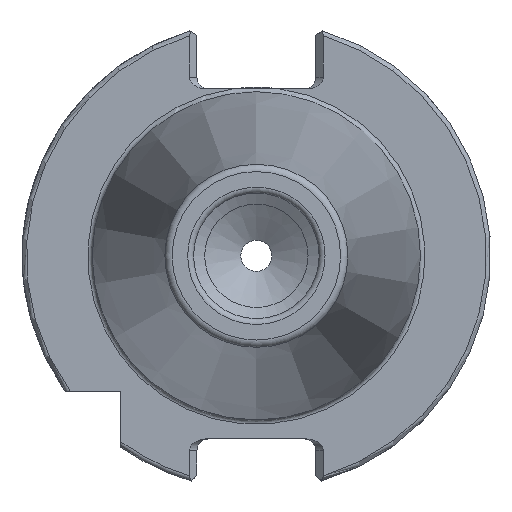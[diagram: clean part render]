
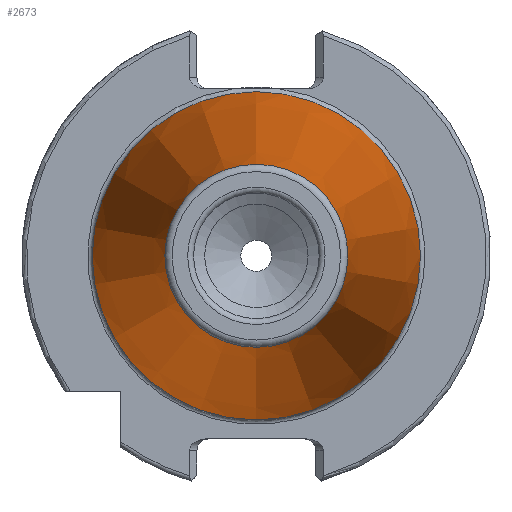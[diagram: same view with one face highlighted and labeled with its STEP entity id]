
A CAD part, left-side view. The second image highlights one B-rep face of the part: STEP entity #2673.
In plain terms, the highlighted conical face has half-angle 8.297 degrees and reference radius 22.225 mm.
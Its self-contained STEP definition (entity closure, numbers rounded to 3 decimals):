
#51 = CARTESIAN_POINT ( 'NONE',  ( -67.394, 0., 0. ) ) ;
#174 = CIRCLE ( 'NONE', #3330, 22.225 ) ;
#274 = EDGE_LOOP ( 'NONE', ( #1873 ) ) ;
#397 = ORIENTED_EDGE ( 'NONE', *, *, #1101, .F. ) ;
#607 = CIRCLE ( 'NONE', #3420, 12.397 ) ;
#911 = FACE_BOUND ( 'NONE', #2186, .T. ) ;
#931 = DIRECTION ( 'NONE',  ( 0., 0., -1. ) ) ;
#1101 = EDGE_CURVE ( 'NONE', #3925, #3925, #607, .T. ) ;
#1187 = CARTESIAN_POINT ( 'NONE',  ( -67.394, 0., 12.397 ) ) ;
#1873 = ORIENTED_EDGE ( 'NONE', *, *, #2967, .T. ) ;
#1908 = DIRECTION ( 'NONE',  ( 1., 0., 0. ) ) ;
#2186 = EDGE_LOOP ( 'NONE', ( #397 ) ) ;
#2673 = ADVANCED_FACE ( 'NONE', ( #911, #4229 ), #3418, .T. ) ;
#2754 = CARTESIAN_POINT ( 'NONE',  ( 0., 0., 0. ) ) ;
#2951 = CARTESIAN_POINT ( 'NONE',  ( 0., 0., 0. ) ) ;
#2967 = EDGE_CURVE ( 'NONE', #3864, #3864, #174, .T. ) ;
#2972 = AXIS2_PLACEMENT_3D ( 'NONE', #2951, #1908, #931 ) ;
#3330 = AXIS2_PLACEMENT_3D ( 'NONE', #2754, #4058, #3761 ) ;
#3418 = CONICAL_SURFACE ( 'NONE', #2972, 22.225, 0.145 ) ;
#3420 = AXIS2_PLACEMENT_3D ( 'NONE', #51, #3736, #4032 ) ;
#3488 = CARTESIAN_POINT ( 'NONE',  ( 0., 0., 22.225 ) ) ;
#3736 = DIRECTION ( 'NONE',  ( -1., 0., 0. ) ) ;
#3761 = DIRECTION ( 'NONE',  ( 0., 0., 1. ) ) ;
#3864 = VERTEX_POINT ( 'NONE', #3488 ) ;
#3925 = VERTEX_POINT ( 'NONE', #1187 ) ;
#4032 = DIRECTION ( 'NONE',  ( 0., 0., 1. ) ) ;
#4058 = DIRECTION ( 'NONE',  ( -1., 0., 0. ) ) ;
#4229 = FACE_OUTER_BOUND ( 'NONE', #274, .T. ) ;
